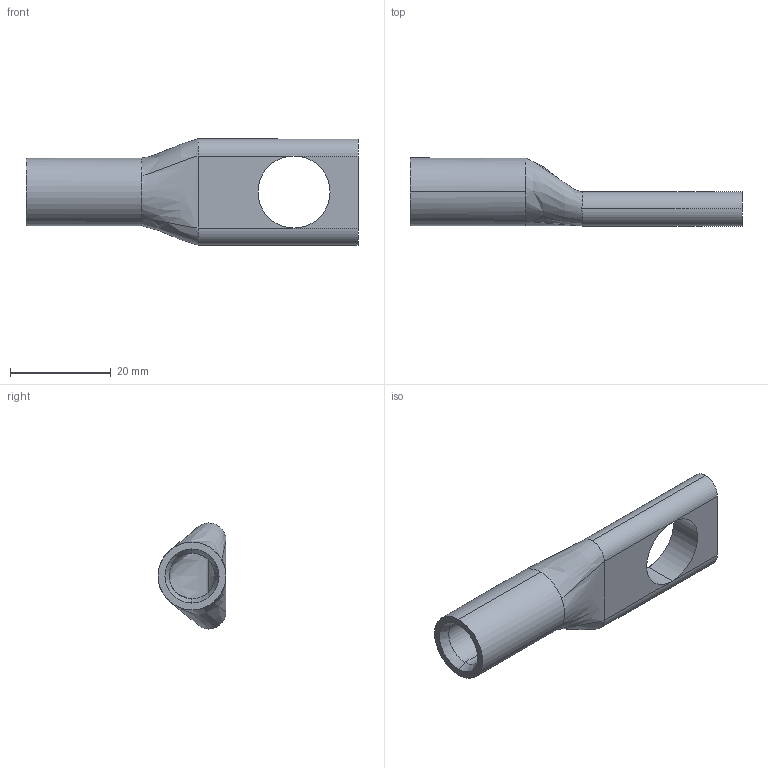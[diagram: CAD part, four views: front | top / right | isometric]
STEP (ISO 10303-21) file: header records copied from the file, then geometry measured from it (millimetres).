
FILE_DESCRIPTION (( 'STEP AP203' ), '1' );
FILE_NAME ('BLUA-1S2-1.step', '2025-06-17T20:24:30', ( '' ), ( '' ), 'SwSTEP 2.0', 'SolidWorks 2024', '' );
FILE_SCHEMA (( 'CONFIG_CONTROL_DESIGN' ));
Length unit declared in the file: inch
Products named in the file (1): BLUA-1S2-1
Bounding box: 65.88 x 13.49 x 21.03 mm (x, y, z)
Volume: 6031.2 mm3; surface area: 4270.4 mm2
Topology: 1 solids, 1 shells, 26 faces, 63 edges, 38 vertices
Faces by surface type: cylinder 9, bspline 8, plane 7, cone 2
Entity records: 1141 total; most frequent: CARTESIAN_POINT 485, ORIENTED_EDGE 126, DIRECTION 111, EDGE_CURVE 63, AXIS2_PLACEMENT_3D 45, VERTEX_POINT 38, EDGE_LOOP 27, FACE_OUTER_BOUND 26
